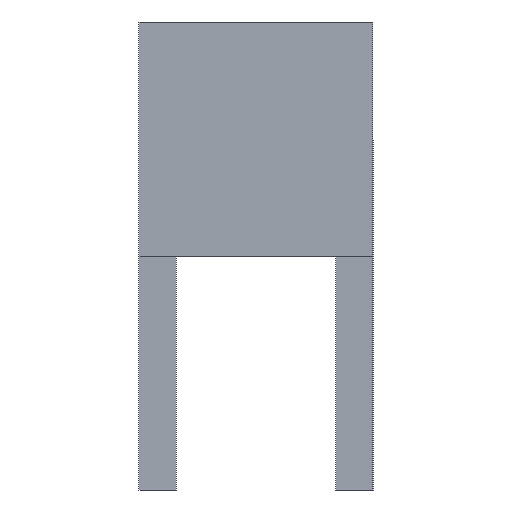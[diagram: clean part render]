
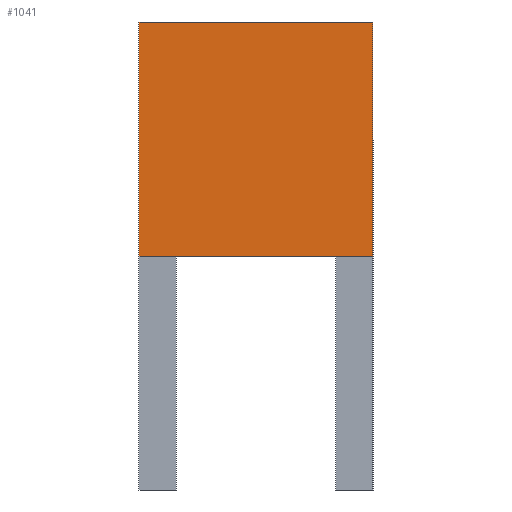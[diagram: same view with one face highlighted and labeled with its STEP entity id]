
A CAD part, left-side view. The second image highlights one B-rep face of the part: STEP entity #1041.
In plain terms, the highlighted planar face has unit normal (-1, 0, 0).
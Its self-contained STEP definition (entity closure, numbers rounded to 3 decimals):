
#83=FACE_OUTER_BOUND('',#142,.T.);
#142=EDGE_LOOP('',(#907,#908,#909,#910));
#248=LINE('',#1588,#384);
#277=LINE('',#1658,#413);
#278=LINE('',#1661,#414);
#279=LINE('',#1662,#415);
#384=VECTOR('',#1291,10.);
#413=VECTOR('',#1366,10.);
#414=VECTOR('',#1369,10.);
#415=VECTOR('',#1370,10.);
#489=VERTEX_POINT('',#1585);
#490=VERTEX_POINT('',#1587);
#508=VERTEX_POINT('',#1656);
#509=VERTEX_POINT('',#1660);
#614=EDGE_CURVE('',#489,#490,#248,.T.);
#649=EDGE_CURVE('',#489,#508,#277,.T.);
#650=EDGE_CURVE('',#509,#508,#278,.T.);
#651=EDGE_CURVE('',#490,#509,#279,.T.);
#907=ORIENTED_EDGE('',*,*,#614,.F.);
#908=ORIENTED_EDGE('',*,*,#649,.T.);
#909=ORIENTED_EDGE('',*,*,#650,.F.);
#910=ORIENTED_EDGE('',*,*,#651,.F.);
#988=PLANE('',#1116);
#1041=ADVANCED_FACE('',(#83),#988,.T.);
#1116=AXIS2_PLACEMENT_3D('',#1659,#1367,#1368);
#1291=DIRECTION('',(0.,1.,0.));
#1366=DIRECTION('',(0.,0.,1.));
#1367=DIRECTION('center_axis',(-1.,0.,0.));
#1368=DIRECTION('ref_axis',(0.,-1.,0.));
#1369=DIRECTION('',(0.,-1.,0.));
#1370=DIRECTION('',(0.,0.,1.));
#1585=CARTESIAN_POINT('',(-18.2,-12.,0.));
#1587=CARTESIAN_POINT('',(-18.2,3.,0.));
#1588=CARTESIAN_POINT('',(-18.2,-12.,0.));
#1656=CARTESIAN_POINT('',(-18.2,-12.,15.));
#1658=CARTESIAN_POINT('',(-18.2,-12.,0.));
#1659=CARTESIAN_POINT('Origin',(-18.2,3.,0.));
#1660=CARTESIAN_POINT('',(-18.2,3.,15.));
#1661=CARTESIAN_POINT('',(-18.2,-12.,15.));
#1662=CARTESIAN_POINT('',(-18.2,3.,0.));
